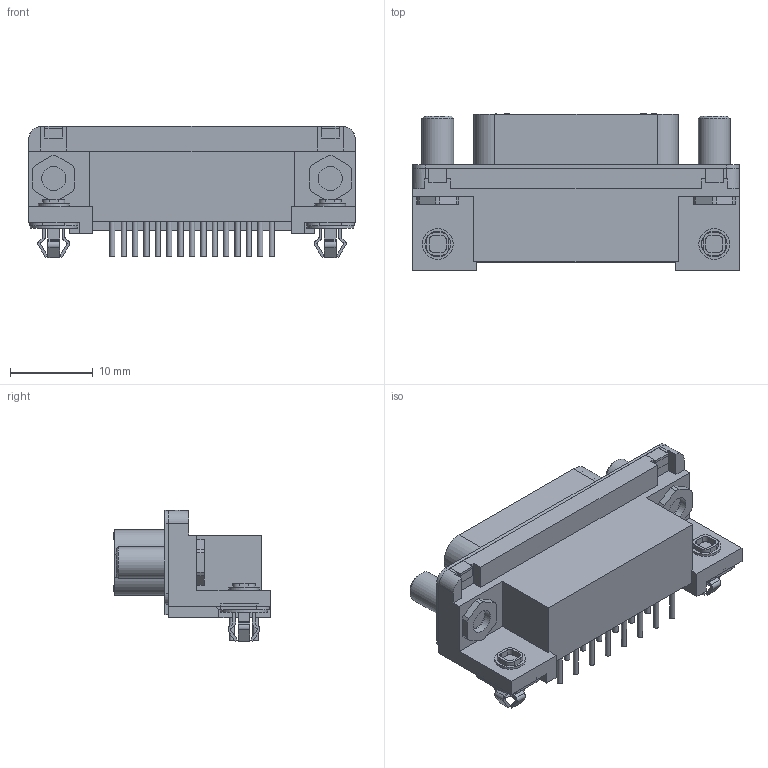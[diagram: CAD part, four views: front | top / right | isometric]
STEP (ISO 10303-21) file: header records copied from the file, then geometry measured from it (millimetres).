
FILE_DESCRIPTION(/* description */ (''),/* implementation_level */ '2;1');
FILE_NAME(/* name */ '1.stp',/* time_stamp */ '2019-05-15T08:44:01+02:00',/* author */ ('Karim'),/* organization */ (''),/* preprocessor_version */ 'ST-DEVELOPER v15.6',/* originating_system */ 'Autodesk Inventor 2015',/* authorisation */ '');
FILE_SCHEMA (('AUTOMOTIVE_DESIGN { 1 0 10303 214 3 1 1 }'));
Products named in the file (12): 1; 2; 3; 4; 5; 6; 7; 8; 9; 10; 11
Bounding box: 39.37 x 18.9 x 15.81 mm (x, y, z)
Volume: 4909.6 mm3; surface area: 5694.9 mm2
Topology: 52 solids, 52 shells, 742 faces, 1849 edges, 1231 vertices
Faces by surface type: plane 551, cylinder 172, cone 19
Full cylindrical faces by diameter (mm): 0.635 x15, 1.143 x28, 2.083 x15, 2.156 x2, 2.896 x4, 3.099 x2, 3.708 x2, 3.81 x2, 5.677 x2
Entity records: 21554 total; most frequent: CARTESIAN_POINT 3915, DIRECTION 3582, ORIENTED_EDGE 3408, EDGE_CURVE 1704, LINE 1332, VECTOR 1332, VERTEX_POINT 1182, AXIS2_PLACEMENT_3D 1125
